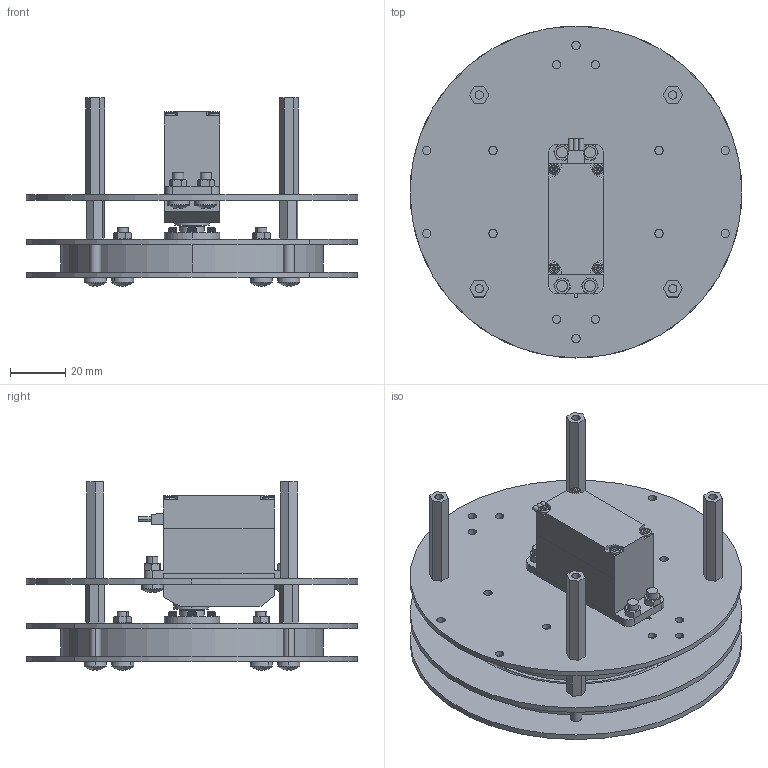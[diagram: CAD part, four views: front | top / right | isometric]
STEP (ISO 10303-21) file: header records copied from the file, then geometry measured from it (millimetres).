
FILE_DESCRIPTION (( 'STEP AP214' ), '1' );
FILE_NAME ('1赻蚕僅堁怢.STEP', '2023-06-29T08:08:01', ( '' ), ( '' ), 'SwSTEP 2.0', 'SolidWorks 2020', '' );
FILE_SCHEMA (( 'AUTOMOTIVE_DESIGN' ));
Length unit declared in the file: millimetre
Products named in the file (15): GB818-M4X18; GB6170-M4-ZN-10; 001苤埴攫+嗆攫Z; hex nuts, style 1-grades ab gb_GB_FASTENER_NUT_SNAB1 M4-S; 等粣嗆儂; GB818-M4X35; M4X35邧籵肣翐; M4X14邧籵肣翐; 苤埴攫; GB818-M4X10-4.8; 埴遠; 嗆儂埴攫; 002苤埴攫+盓殤; 1赻蚕僅堁怢; 湮粣創
Assembly tree (40 placements, depth 3):
  1赻蚕僅堁怢
    001苤埴攫+嗆攫Z
    002苤埴攫+盓殤
      苤埴攫
      hex nuts, style 1-grades ab gb_GB_FASTENER_NUT_SNAB1 M4-S  x4
    湮粣創
    埴遠  x2
    GB818-M4X18  x4
    GB6170-M4-ZN-10  x8
    GB818-M4X35  x4
    M4X14邧籵肣翐  x4
    等粣嗆儂
    嗆儂埴攫
    GB818-M4X10-4.8  x4
    M4X35邧籵肣翐  x4
Bounding box: 120 x 120 x 68.02 mm (x, y, z)
Volume: 118024 mm3; surface area: 98544.9 mm2
Topology: 38 solids, 67 shells, 1557 faces, 3977 edges, 2482 vertices
Faces by surface type: plane 645, cylinder 462, cone 358, torus 60, sphere 32
Entity records: 33165 total; most frequent: CARTESIAN_POINT 5267, DIRECTION 5129, ORIENTED_EDGE 4448, EDGE_CURVE 2351, AXIS2_PLACEMENT_3D 2003, VERTEX_POINT 1521, LINE 1123, VECTOR 1123
